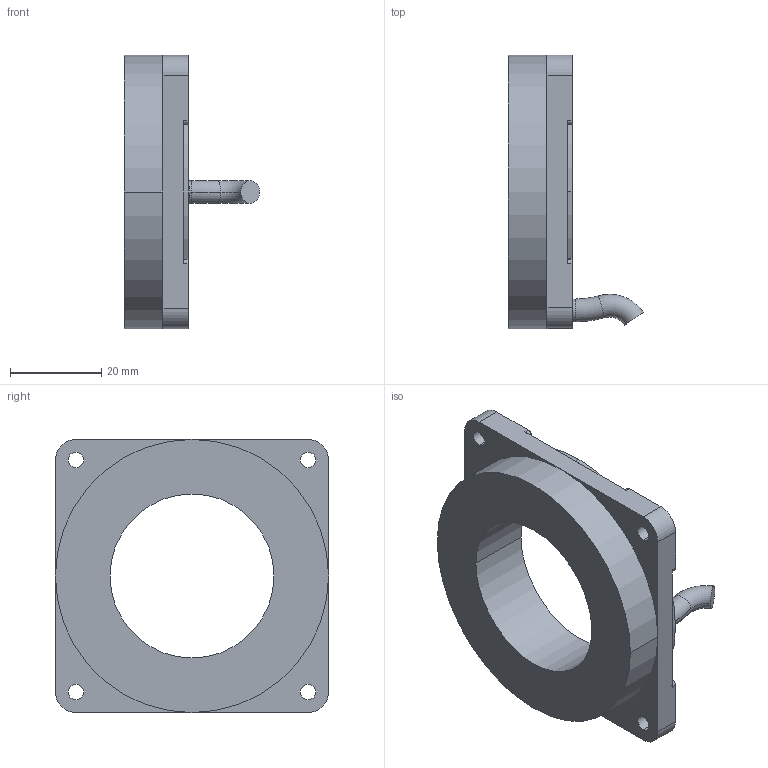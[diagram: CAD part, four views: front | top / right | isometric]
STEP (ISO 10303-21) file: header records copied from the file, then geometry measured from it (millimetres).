
FILE_DESCRIPTION (( 'STEP AP203' ), '1' );
FILE_NAME ('0E010972_INDUKTIVKOPPLER_BASE_GAMMA RADIAL_M 4X0-10V4XDIG.STEP', '2020-10-15T06:01:22', ( '' ), ( '' ), 'SwSTEP 2.0', 'SolidWorks 2019', '' );
FILE_SCHEMA (( 'CONFIG_CONTROL_DESIGN' ));
Length unit declared in the file: millimetre
Products named in the file (1): 0E010972_INDUKTIVKOPPLER_BASE_GAMMA RADIAL_M 4X0-10V4XDIG
Bounding box: 29.74 x 60 x 60 mm (x, y, z)
Volume: 33373.5 mm3; surface area: 34908 mm2
Topology: 62 solids, 62 shells, 935 faces, 2407 edges, 1596 vertices
Faces by surface type: plane 854, cylinder 68, torus 12, bspline 1
Entity records: 28022 total; most frequent: CARTESIAN_POINT 5038, ORIENTED_EDGE 4814, DIRECTION 4447, EDGE_CURVE 2407, VECTOR 2221, LINE 2221, VERTEX_POINT 1596, AXIS2_PLACEMENT_3D 1113
